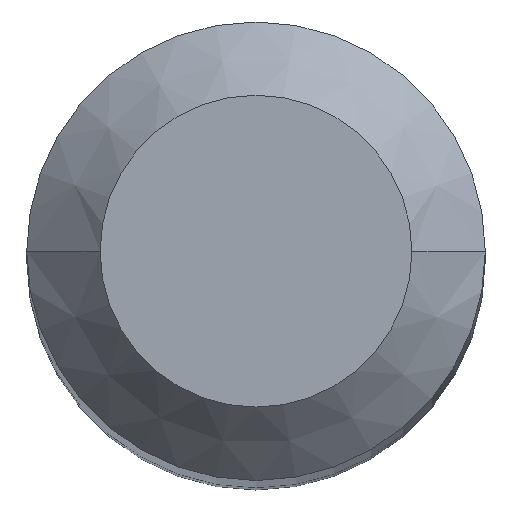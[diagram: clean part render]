
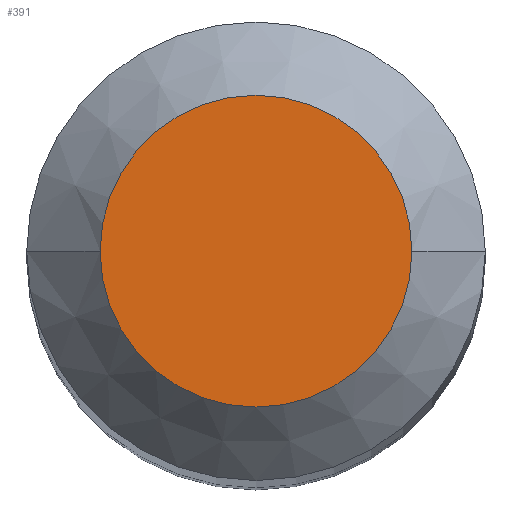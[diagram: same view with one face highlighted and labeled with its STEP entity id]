
A CAD part, top view. The second image highlights one B-rep face of the part: STEP entity #391.
In plain terms, the highlighted planar face has unit normal (0, 0, 1).
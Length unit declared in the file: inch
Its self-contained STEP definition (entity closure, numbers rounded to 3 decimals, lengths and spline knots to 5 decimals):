
#22 = CARTESIAN_POINT ( 'NONE',  ( -0.0425, 0., 0. ) ) ;
#51 = DIRECTION ( 'NONE',  ( 1., 0., 0. ) ) ;
#73 = AXIS2_PLACEMENT_3D ( 'NONE', #156, #288, #126 ) ;
#75 = ORIENTED_EDGE ( 'NONE', *, *, #416, .T. ) ;
#84 = FACE_OUTER_BOUND ( 'NONE', #314, .T. ) ;
#90 = CIRCLE ( 'NONE', #360, 0.0425 ) ;
#92 = DIRECTION ( 'NONE',  ( 0., 0., 1. ) ) ;
#126 = DIRECTION ( 'NONE',  ( -1., 0., 0. ) ) ;
#141 = CARTESIAN_POINT ( 'NONE',  ( 0., 0., 0. ) ) ;
#156 = CARTESIAN_POINT ( 'NONE',  ( 0., 0.0425, 0. ) ) ;
#168 = AXIS2_PLACEMENT_3D ( 'NONE', #141, #400, #51 ) ;
#185 = CARTESIAN_POINT ( 'NONE',  ( 0., 0., 0. ) ) ;
#218 = CARTESIAN_POINT ( 'NONE',  ( 0.0425, 0., 0. ) ) ;
#242 = DIRECTION ( 'NONE',  ( 1., 0., 0. ) ) ;
#275 = VERTEX_POINT ( 'NONE', #22 ) ;
#287 = EDGE_CURVE ( 'NONE', #275, #396, #372, .T. ) ;
#288 = DIRECTION ( 'NONE',  ( 0., 0., -1. ) ) ;
#314 = EDGE_LOOP ( 'NONE', ( #348, #75 ) ) ;
#348 = ORIENTED_EDGE ( 'NONE', *, *, #287, .T. ) ;
#353 = PLANE ( 'NONE',  #73 ) ;
#360 = AXIS2_PLACEMENT_3D ( 'NONE', #185, #92, #242 ) ;
#372 = CIRCLE ( 'NONE', #168, 0.0425 ) ;
#391 = ADVANCED_FACE ( 'NONE', ( #84 ), #353, .F. ) ;
#396 = VERTEX_POINT ( 'NONE', #218 ) ;
#400 = DIRECTION ( 'NONE',  ( 0., 0., 1. ) ) ;
#416 = EDGE_CURVE ( 'NONE', #396, #275, #90, .T. ) ;
